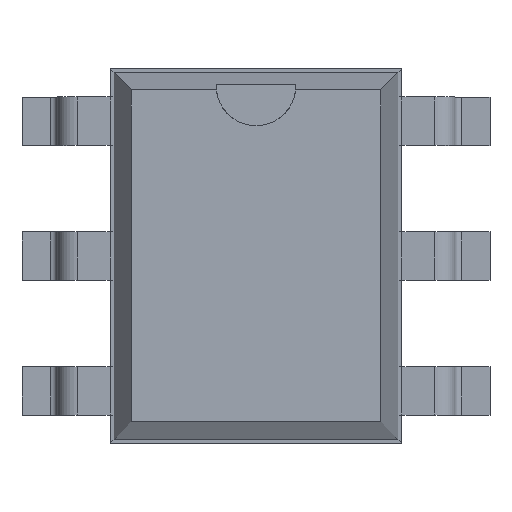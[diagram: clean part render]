
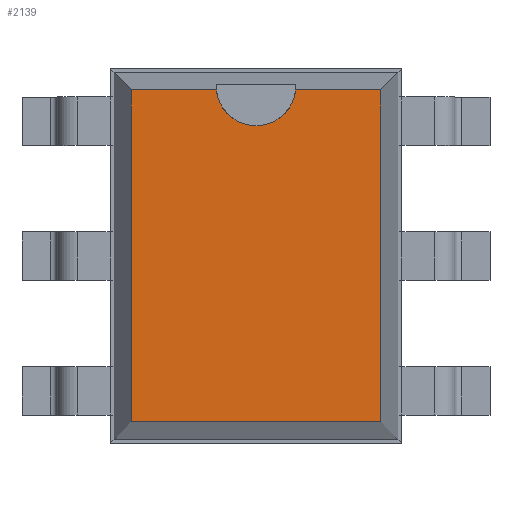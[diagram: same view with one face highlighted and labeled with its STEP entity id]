
A CAD part, top view. The second image highlights one B-rep face of the part: STEP entity #2139.
In plain terms, the highlighted planar face has unit normal (0, 0, 1).
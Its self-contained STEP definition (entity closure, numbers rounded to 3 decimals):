
#26=VECTOR('',#27,1.);
#27=DIRECTION('',(0.,1.,0.));
#33=VECTOR('',#34,1.);
#34=DIRECTION('',(-1.,0.,0.));
#40=VECTOR('',#41,1.);
#41=DIRECTION('',(0.,-1.,0.));
#45=VECTOR('',#46,1.);
#46=DIRECTION('',(1.,0.,0.));
#49=DIRECTION('',(0.,0.,-1.));
#584=DIRECTION('',(0.,0.,-1.));
#1460=VERTEX_POINT('',#1461);
#1461=CARTESIAN_POINT('',(2.351,3.126,3.68));
#1463=ORIENTED_EDGE('',*,*,#1464,.F.);
#1464=EDGE_CURVE('',#1465,#1460,#1467,.T.);
#1465=VERTEX_POINT('',#1466);
#1466=CARTESIAN_POINT('',(2.351,-3.126,3.68));
#1467=LINE('',#1466,#26);
#1780=VERTEX_POINT('',#1781);
#1781=CARTESIAN_POINT('',(-2.351,3.126,3.68));
#1783=ORIENTED_EDGE('',*,*,#1784,.F.);
#1784=EDGE_CURVE('',#1785,#1780,#1787,.T.);
#1785=VERTEX_POINT('',#1786);
#1786=CARTESIAN_POINT('',(-0.746,3.126,3.68));
#1787=LINE('',#1461,#33);
#1806=VERTEX_POINT('',#1807);
#1807=CARTESIAN_POINT('',(0.746,3.126,3.68));
#1813=ORIENTED_EDGE('',*,*,#1814,.F.);
#1814=EDGE_CURVE('',#1460,#1806,#1787,.T.);
#1831=VERTEX_POINT('',#1832);
#1832=CARTESIAN_POINT('',(-2.351,-3.126,3.68));
#1834=ORIENTED_EDGE('',*,*,#1835,.F.);
#1835=EDGE_CURVE('',#1780,#1831,#1836,.T.);
#1836=LINE('',#1781,#40);
#2134=ORIENTED_EDGE('',*,*,#2135,.F.);
#2135=EDGE_CURVE('',#1831,#1465,#2136,.T.);
#2136=LINE('',#1832,#45);
#2139=ADVANCED_FACE('',(#2140),#2151,.F.);
#2140=FACE_BOUND('',#2141,.F.);
#2141=EDGE_LOOP('',(#1463,#2134,#1834,#1783,#2142,#2149,#1813));
#2142=ORIENTED_EDGE('',*,*,#2143,.F.);
#2143=EDGE_CURVE('',#2144,#1785,#2146,.T.);
#2144=VERTEX_POINT('',#2145);
#2145=CARTESIAN_POINT('',(0.,2.451,3.68));
#2146=CIRCLE('',#2147,0.75);
#2147=AXIS2_PLACEMENT_3D('',#2148,#584,#41);
#2148=CARTESIAN_POINT('',(0.,3.201,3.68));
#2149=ORIENTED_EDGE('',*,*,#2150,.F.);
#2150=EDGE_CURVE('',#1806,#2144,#2146,.T.);
#2151=PLANE('',#2152);
#2152=AXIS2_PLACEMENT_3D('',#1466,#49,#2153);
#2153=DIRECTION('',(-0.601,0.799,0.));
